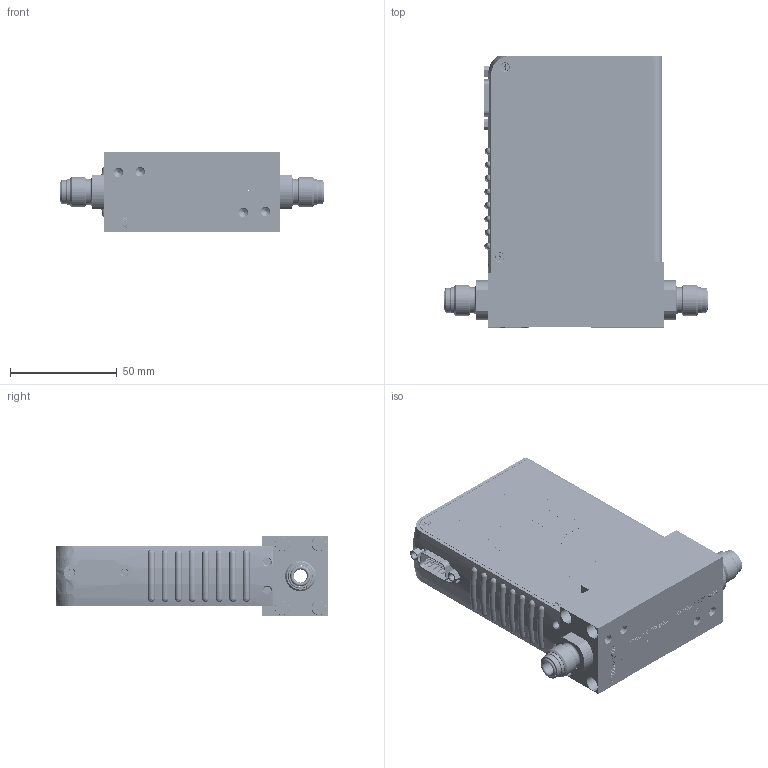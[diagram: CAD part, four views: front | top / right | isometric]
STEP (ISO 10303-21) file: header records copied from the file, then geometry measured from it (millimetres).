
FILE_DESCRIPTION (( 'STEP AP203' ), '1' );
FILE_NAME ('GF120-VX-SX.STEP', '2015-09-14T18:35:43', ( 'mrutkowski' ), ( 'Hewlett-Packard Company' ), 'SwSTEP 2.0', 'SolidWorks 2014', '' );
FILE_SCHEMA (( 'CONFIG_CONTROL_DESIGN' ));
Products named in the file (1): GF120-VX-SX
Bounding box: 124.02 x 127 x 37.59 mm (x, y, z)
Surface area: 79054.4 mm2 (no closed solid volume)
Topology: 0 solids, 1674 shells, 2135 faces, 11139 edges, 10359 vertices
Faces by surface type: plane 1080, cylinder 801, cone 137, torus 83, bspline 32, sphere 2
Entity records: 201612 total; most frequent: CARTESIAN_POINT 121663, DIRECTION 14179, ORIENTED_EDGE 11899, EDGE_CURVE 11109, VERTEX_POINT 10355, LINE 6157, VECTOR 6157, AXIS2_PLACEMENT_3D 4011
